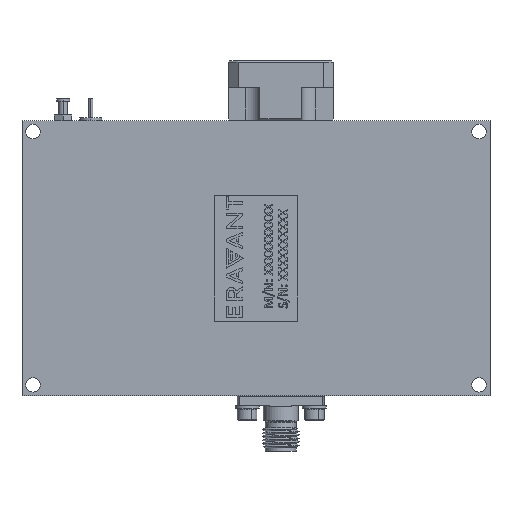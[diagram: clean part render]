
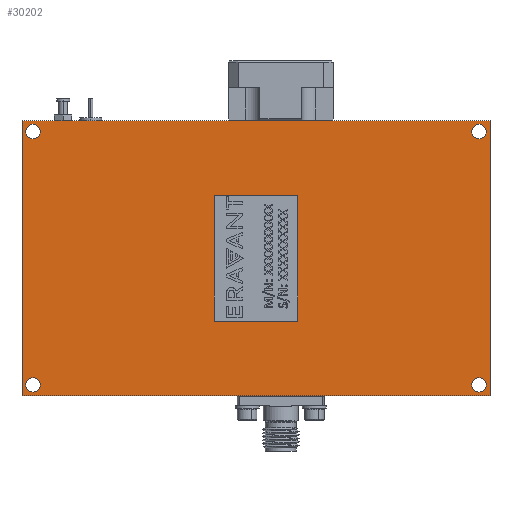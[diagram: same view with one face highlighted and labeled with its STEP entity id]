
A CAD part, left-side view. The second image highlights one B-rep face of the part: STEP entity #30202.
In plain terms, the highlighted planar face has unit normal (-1, 0, 0).
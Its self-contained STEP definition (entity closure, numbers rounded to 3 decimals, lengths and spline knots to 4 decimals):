
#335 = VERTEX_POINT ( 'NONE', #30072 ) ;
#939 = DIRECTION ( 'NONE',  ( -1., 0., 0. ) ) ;
#1661 = ORIENTED_EDGE ( 'NONE', *, *, #13464, .F. ) ;
#2089 = EDGE_LOOP ( 'NONE', ( #31095, #8265 ) ) ;
#2235 = DIRECTION ( 'NONE',  ( -1., 0., 0. ) ) ;
#2959 = EDGE_CURVE ( 'NONE', #9231, #7001, #24658, .T. ) ;
#3393 = EDGE_CURVE ( 'NONE', #42714, #42865, #16519, .T. ) ;
#3779 = DIRECTION ( 'NONE',  ( 0., 0., 1. ) ) ;
#3979 = DIRECTION ( 'NONE',  ( 0., 0., 1. ) ) ;
#4997 = AXIS2_PLACEMENT_3D ( 'NONE', #5044, #23910, #28756 ) ;
#5044 = CARTESIAN_POINT ( 'NONE',  ( 0., -1.5945, 0.9055 ) ) ;
#5432 = AXIS2_PLACEMENT_3D ( 'NONE', #11417, #23144, #3779 ) ;
#5556 = FACE_BOUND ( 'NONE', #42509, .T. ) ;
#5731 = EDGE_LOOP ( 'NONE', ( #1661, #19909 ) ) ;
#6031 = FACE_BOUND ( 'NONE', #2089, .T. ) ;
#6693 = EDGE_CURVE ( 'NONE', #15309, #45036, #26419, .T. ) ;
#6948 = ORIENTED_EDGE ( 'NONE', *, *, #31932, .F. ) ;
#7001 = VERTEX_POINT ( 'NONE', #8808 ) ;
#8265 = ORIENTED_EDGE ( 'NONE', *, *, #3393, .F. ) ;
#8301 = CARTESIAN_POINT ( 'NONE',  ( 0., -1.5945, -0.9055 ) ) ;
#8483 = EDGE_CURVE ( 'NONE', #335, #38415, #47575, .T. ) ;
#8770 = VERTEX_POINT ( 'NONE', #21918 ) ;
#8808 = CARTESIAN_POINT ( 'NONE',  ( 0., 1.5945, 0.9567 ) ) ;
#9128 = CARTESIAN_POINT ( 'NONE',  ( 0., -1.6732, 0.9843 ) ) ;
#9231 = VERTEX_POINT ( 'NONE', #47281 ) ;
#9866 = FACE_BOUND ( 'NONE', #29430, .T. ) ;
#9871 = CIRCLE ( 'NONE', #4997, 0.0512 ) ;
#10552 = CARTESIAN_POINT ( 'NONE',  ( 0., 1.6732, 0.9843 ) ) ;
#10599 = DIRECTION ( 'NONE',  ( 0., 0., 1. ) ) ;
#11134 = CIRCLE ( 'NONE', #42026, 0.0512 ) ;
#11366 = DIRECTION ( 'NONE',  ( -1., 0., 0. ) ) ;
#11417 = CARTESIAN_POINT ( 'NONE',  ( 0., 1.5945, 0.9055 ) ) ;
#12191 = LINE ( 'NONE', #9128, #22377 ) ;
#12773 = CIRCLE ( 'NONE', #5432, 0.0512 ) ;
#13464 = EDGE_CURVE ( 'NONE', #21133, #24583, #11134, .T. ) ;
#14339 = ORIENTED_EDGE ( 'NONE', *, *, #6693, .F. ) ;
#14399 = ORIENTED_EDGE ( 'NONE', *, *, #33874, .F. ) ;
#15309 = VERTEX_POINT ( 'NONE', #35514 ) ;
#16224 = DIRECTION ( 'NONE',  ( 0., 0., 1. ) ) ;
#16519 = CIRCLE ( 'NONE', #22221, 0.0512 ) ;
#17037 = PLANE ( 'NONE',  #34286 ) ;
#18658 = DIRECTION ( 'NONE',  ( 0., 0., 1. ) ) ;
#19235 = AXIS2_PLACEMENT_3D ( 'NONE', #38601, #11366, #3979 ) ;
#19909 = ORIENTED_EDGE ( 'NONE', *, *, #33107, .F. ) ;
#20334 = EDGE_LOOP ( 'NONE', ( #14399, #14339, #42383, #6948 ) ) ;
#20880 = AXIS2_PLACEMENT_3D ( 'NONE', #8301, #23858, #47019 ) ;
#21110 = FACE_OUTER_BOUND ( 'NONE', #20334, .T. ) ;
#21133 = VERTEX_POINT ( 'NONE', #24821 ) ;
#21353 = CARTESIAN_POINT ( 'NONE',  ( 0., -1.5945, 0.8543 ) ) ;
#21837 = CARTESIAN_POINT ( 'NONE',  ( 0., 1.5945, -0.9055 ) ) ;
#21918 = CARTESIAN_POINT ( 'NONE',  ( 0., 1.6732, -0.9843 ) ) ;
#22080 = DIRECTION ( 'NONE',  ( -1., 0., 0. ) ) ;
#22221 = AXIS2_PLACEMENT_3D ( 'NONE', #40079, #28405, #39838 ) ;
#22377 = VECTOR ( 'NONE', #27752, 39.3701 ) ;
#23144 = DIRECTION ( 'NONE',  ( -1., 0., 0. ) ) ;
#23615 = CARTESIAN_POINT ( 'NONE',  ( 0., -1.6732, -0.9843 ) ) ;
#23858 = DIRECTION ( 'NONE',  ( -1., 0., 0. ) ) ;
#23910 = DIRECTION ( 'NONE',  ( -1., 0., 0. ) ) ;
#24115 = CIRCLE ( 'NONE', #19235, 0.0512 ) ;
#24583 = VERTEX_POINT ( 'NONE', #47257 ) ;
#24658 = CIRCLE ( 'NONE', #41700, 0.0512 ) ;
#24821 = CARTESIAN_POINT ( 'NONE',  ( 0., 1.5945, -0.8543 ) ) ;
#26342 = LINE ( 'NONE', #10552, #42762 ) ;
#26419 = LINE ( 'NONE', #29511, #43031 ) ;
#26972 = CARTESIAN_POINT ( 'NONE',  ( 0., 1.6732, 0.9843 ) ) ;
#27054 = CARTESIAN_POINT ( 'NONE',  ( 0., -1.5945, 0.9055 ) ) ;
#27752 = DIRECTION ( 'NONE',  ( 0., -1., 0. ) ) ;
#28405 = DIRECTION ( 'NONE',  ( -1., 0., 0. ) ) ;
#28450 = CARTESIAN_POINT ( 'NONE',  ( 0., -1.5945, -0.8543 ) ) ;
#28736 = ORIENTED_EDGE ( 'NONE', *, *, #2959, .F. ) ;
#28756 = DIRECTION ( 'NONE',  ( 0., 0., 1. ) ) ;
#29012 = FACE_BOUND ( 'NONE', #5731, .T. ) ;
#29430 = EDGE_LOOP ( 'NONE', ( #36980, #33764 ) ) ;
#29511 = CARTESIAN_POINT ( 'NONE',  ( 0., -1.6732, 0.9843 ) ) ;
#30072 = CARTESIAN_POINT ( 'NONE',  ( 0., -1.5945, 0.9567 ) ) ;
#30202 = ADVANCED_FACE ( 'NONE', ( #5556, #6031, #29012, #9866, #21110 ), #17037, .T. ) ;
#30240 = DIRECTION ( 'NONE',  ( 0., 0., -1. ) ) ;
#30519 = VECTOR ( 'NONE', #46768, 39.3701 ) ;
#30872 = DIRECTION ( 'NONE',  ( -1., 0., 0. ) ) ;
#31095 = ORIENTED_EDGE ( 'NONE', *, *, #33197, .F. ) ;
#31640 = VERTEX_POINT ( 'NONE', #26972 ) ;
#31932 = EDGE_CURVE ( 'NONE', #8770, #31640, #26342, .T. ) ;
#32560 = DIRECTION ( 'NONE',  ( 0., 0., 1. ) ) ;
#33107 = EDGE_CURVE ( 'NONE', #24583, #21133, #24115, .T. ) ;
#33197 = EDGE_CURVE ( 'NONE', #42865, #42714, #36335, .T. ) ;
#33601 = EDGE_CURVE ( 'NONE', #31640, #15309, #12191, .T. ) ;
#33764 = ORIENTED_EDGE ( 'NONE', *, *, #38298, .F. ) ;
#33874 = EDGE_CURVE ( 'NONE', #45036, #8770, #35065, .T. ) ;
#34286 = AXIS2_PLACEMENT_3D ( 'NONE', #36638, #2235, #32560 ) ;
#35065 = LINE ( 'NONE', #23615, #30519 ) ;
#35514 = CARTESIAN_POINT ( 'NONE',  ( 0., -1.6732, 0.9843 ) ) ;
#36335 = CIRCLE ( 'NONE', #20880, 0.0512 ) ;
#36638 = CARTESIAN_POINT ( 'NONE',  ( 0., 0., 0. ) ) ;
#36980 = ORIENTED_EDGE ( 'NONE', *, *, #8483, .F. ) ;
#37795 = DIRECTION ( 'NONE',  ( 0., 0., 1. ) ) ;
#38298 = EDGE_CURVE ( 'NONE', #38415, #335, #9871, .T. ) ;
#38415 = VERTEX_POINT ( 'NONE', #21353 ) ;
#38601 = CARTESIAN_POINT ( 'NONE',  ( 0., 1.5945, -0.9055 ) ) ;
#39379 = CARTESIAN_POINT ( 'NONE',  ( 0., 1.5945, 0.9055 ) ) ;
#39838 = DIRECTION ( 'NONE',  ( 0., 0., 1. ) ) ;
#40079 = CARTESIAN_POINT ( 'NONE',  ( 0., -1.5945, -0.9055 ) ) ;
#41700 = AXIS2_PLACEMENT_3D ( 'NONE', #39379, #939, #16224 ) ;
#42026 = AXIS2_PLACEMENT_3D ( 'NONE', #21837, #22080, #10599 ) ;
#42383 = ORIENTED_EDGE ( 'NONE', *, *, #33601, .F. ) ;
#42509 = EDGE_LOOP ( 'NONE', ( #43188, #28736 ) ) ;
#42682 = CARTESIAN_POINT ( 'NONE',  ( 0., -1.5945, -0.9567 ) ) ;
#42714 = VERTEX_POINT ( 'NONE', #42682 ) ;
#42762 = VECTOR ( 'NONE', #37795, 39.3701 ) ;
#42865 = VERTEX_POINT ( 'NONE', #28450 ) ;
#43031 = VECTOR ( 'NONE', #30240, 39.3701 ) ;
#43188 = ORIENTED_EDGE ( 'NONE', *, *, #50233, .F. ) ;
#45036 = VERTEX_POINT ( 'NONE', #46140 ) ;
#45134 = AXIS2_PLACEMENT_3D ( 'NONE', #27054, #30872, #18658 ) ;
#46140 = CARTESIAN_POINT ( 'NONE',  ( 0., -1.6732, -0.9843 ) ) ;
#46768 = DIRECTION ( 'NONE',  ( 0., 1., 0. ) ) ;
#47019 = DIRECTION ( 'NONE',  ( 0., 0., 1. ) ) ;
#47257 = CARTESIAN_POINT ( 'NONE',  ( 0., 1.5945, -0.9567 ) ) ;
#47281 = CARTESIAN_POINT ( 'NONE',  ( 0., 1.5945, 0.8543 ) ) ;
#47575 = CIRCLE ( 'NONE', #45134, 0.0512 ) ;
#50233 = EDGE_CURVE ( 'NONE', #7001, #9231, #12773, .T. ) ;
